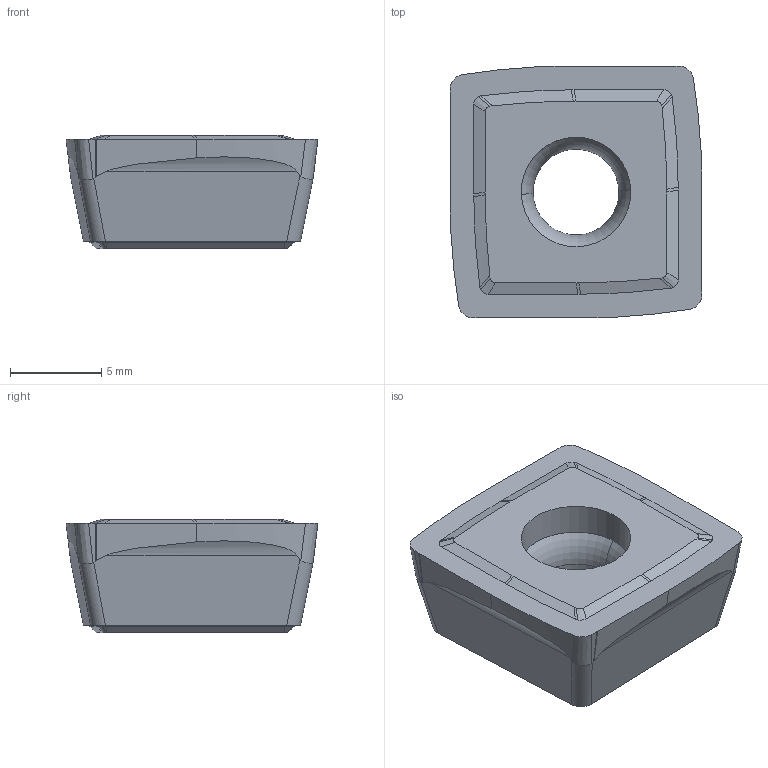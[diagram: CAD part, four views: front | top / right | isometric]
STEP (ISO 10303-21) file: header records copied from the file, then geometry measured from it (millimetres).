
FILE_DESCRIPTION((''),'2;1');
FILE_NAME('SOMX136008-US','2021-02-26T10:45:01',('tlyad011'),('PTC Japan'),'CREO PARAMETRIC BY PTC INC, 2018500','CREO PARAMETRIC BY PTC INC, 2018500','');
FILE_SCHEMA(('AUTOMOTIVE_DESIGN { 1 0 10303 214 1 1 1 1 }'));
Length unit declared in the file: millimetre
Products named in the file (1): SOMX136008-US
Bounding box: 13.8 x 13.8 x 6.2 mm (x, y, z)
Volume: 822.3 mm3; surface area: 661.2 mm2
Topology: 1 solids, 1 shells, 78 faces, 234 edges, 160 vertices
Faces by surface type: plane 28, bspline 24, cylinder 20, cone 4, torus 2
Entity records: 4850 total; most frequent: CARTESIAN_POINT 2208, ORIENTED_EDGE 428, DIRECTION 282, PRESENTATION_STYLE_ASSIGNMENT 237, STYLED_ITEM 237, CURVE_STYLE 236, EDGE_CURVE 214, VERTEX_POINT 140
